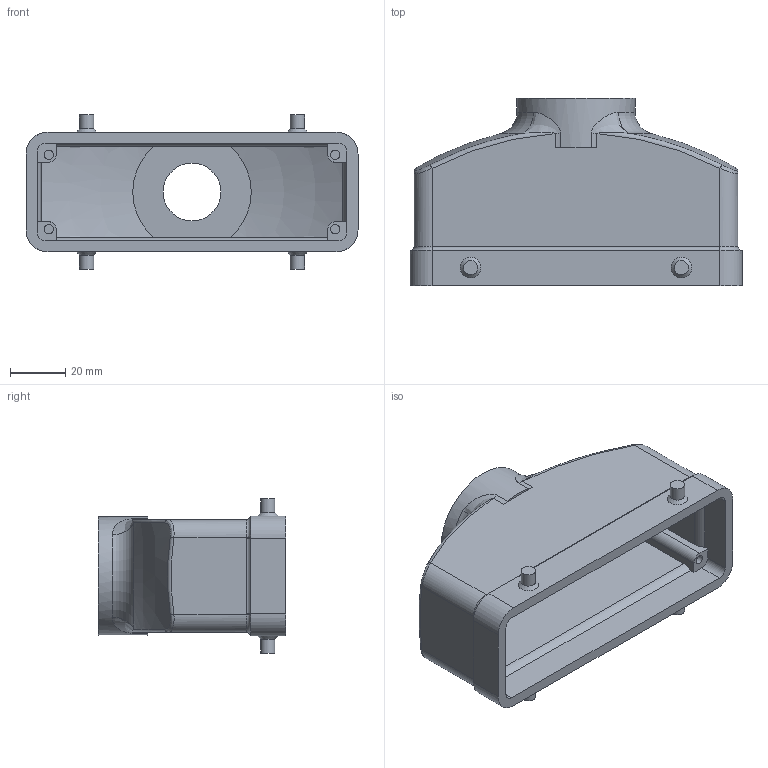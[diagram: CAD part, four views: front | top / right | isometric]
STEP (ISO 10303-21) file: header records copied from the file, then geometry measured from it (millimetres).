
FILE_DESCRIPTION (( 'STEP AP214' ), '1' );
FILE_NAME ('ZP-MC24B-2-DTE21M.STEP', '2011-11-21T13:01:10', ( '.adc' ), ( '' ), 'SwSTEP 2.0', 'SolidWorks 2011', '' );
FILE_SCHEMA (( 'AUTOMOTIVE_DESIGN' ));
Length unit declared in the file: millimetre
Products named in the file (1): ZP-MC24B-2-DTE21M
Bounding box: 120.5 x 68 x 56 mm (x, y, z)
Volume: 90081.3 mm3; surface area: 41982.8 mm2
Topology: 5 solids, 5 shells, 119 faces, 273 edges, 170 vertices
Faces by surface type: plane 46, cylinder 41, bspline 16, torus 8, sphere 4, cone 4
Full cylindrical faces by diameter (mm): 3.3 x4, 5.169 x4, 21 x1, 27 x1, 43 x1
Entity records: 5555 total; most frequent: CARTESIAN_POINT 1910, DIRECTION 562, ORIENTED_EDGE 514, EDGE_CURVE 257, AXIS2_PLACEMENT_3D 229, VERTEX_POINT 169, EDGE_LOOP 142, FACE_OUTER_BOUND 130
